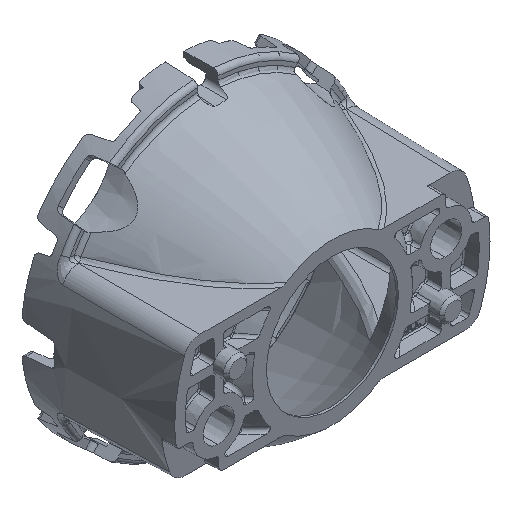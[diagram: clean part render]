
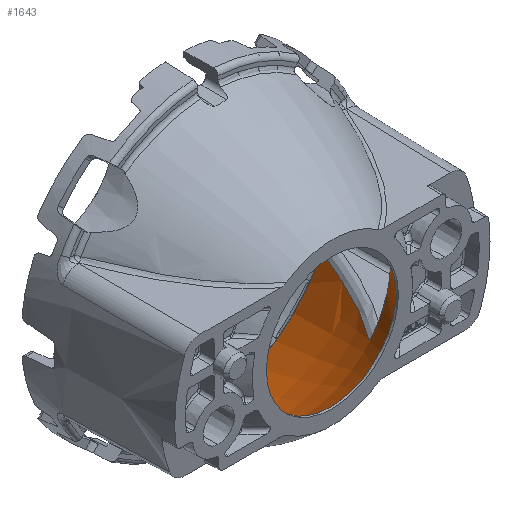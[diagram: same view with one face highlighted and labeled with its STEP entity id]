
A CAD part, isometric view. The second image highlights one B-rep face of the part: STEP entity #1643.
In plain terms, the highlighted face is a revolution surface.
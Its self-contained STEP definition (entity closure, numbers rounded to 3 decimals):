
#1643=ADVANCED_FACE('',(#3364),#3365,.T.);
#3364=FACE_OUTER_BOUND('',#9954,.T.);
#3365=SURFACE_OF_REVOLUTION('',#9955,#9956);
#9954=EDGE_LOOP('',(#15785,#15786,#15787,#15788,#15789,#15790,#15791,#15792,#15793,#15794));
#9955=B_SPLINE_CURVE_WITH_KNOTS('',3,(#15795,#15796,#15797,#15798,#15799,#15800,#15801,#15802,#15803,#15804,#15805),.UNSPECIFIED.,.F.,.F.,(4,1,1,1,1,1,1,1,4),(0.0,0.01,0.043,0.242,0.371,0.499,0.757,0.99,1.0),.UNSPECIFIED.);
#9956=AXIS1_PLACEMENT('',#15806,#15807);
#15785=ORIENTED_EDGE('',*,*,#17470,.T.);
#15786=ORIENTED_EDGE('',*,*,#17671,.T.);
#15787=ORIENTED_EDGE('',*,*,#17468,.T.);
#15788=ORIENTED_EDGE('',*,*,#18515,.F.);
#15789=ORIENTED_EDGE('',*,*,#18512,.T.);
#15790=ORIENTED_EDGE('',*,*,#18511,.T.);
#15791=ORIENTED_EDGE('',*,*,#18502,.T.);
#15792=ORIENTED_EDGE('',*,*,#18319,.T.);
#15793=ORIENTED_EDGE('',*,*,#18318,.T.);
#15794=ORIENTED_EDGE('',*,*,#18588,.F.);
#15795=CARTESIAN_POINT('',(6.983,-0.524,0.));
#15796=CARTESIAN_POINT('',(7.022,-0.485,0.));
#15797=CARTESIAN_POINT('',(7.195,-0.313,0.));
#15798=CARTESIAN_POINT('',(8.155,0.682,0.));
#15799=CARTESIAN_POINT('',(9.398,2.32,0.));
#15800=CARTESIAN_POINT('',(10.749,4.506,0.));
#15801=CARTESIAN_POINT('',(12.126,7.053,0.));
#15802=CARTESIAN_POINT('',(13.544,10.217,0.));
#15803=CARTESIAN_POINT('',(14.561,12.812,0.));
#15804=CARTESIAN_POINT('',(15.052,14.067,0.));
#15805=CARTESIAN_POINT('',(15.072,14.118,0.));
#15806=CARTESIAN_POINT('',(0.,4.876,0.));
#15807=DIRECTION('',(-0.0,-1.0,-0.0));
#17468=EDGE_CURVE('',#20331,#20329,#20332,.T.);
#17470=EDGE_CURVE('',#20335,#20333,#20336,.T.);
#17671=EDGE_CURVE('',#20333,#20331,#20642,.T.);
#18318=EDGE_CURVE('',#21488,#21486,#21489,.T.);
#18319=EDGE_CURVE('',#21480,#21488,#21490,.T.);
#18502=EDGE_CURVE('',#21712,#21480,#21713,.T.);
#18511=EDGE_CURVE('',#21723,#21712,#21724,.T.);
#18512=EDGE_CURVE('',#21725,#21723,#21726,.T.);
#18515=EDGE_CURVE('',#21725,#20329,#21729,.T.);
#18588=EDGE_CURVE('',#20335,#21486,#21804,.T.);
#20329=VERTEX_POINT('',#26835);
#20331=VERTEX_POINT('',#26837);
#20332=B_SPLINE_CURVE_WITH_KNOTS('',3,(#26838,#26839,#26840,#26841,#26842),.UNSPECIFIED.,.F.,.F.,(4,1,4),(0.0,0.142,1.0),.UNSPECIFIED.);
#20333=VERTEX_POINT('',#26843);
#20335=VERTEX_POINT('',#26845);
#20336=B_SPLINE_CURVE_WITH_KNOTS('',3,(#26846,#26847,#26848,#26849,#26850,#26851,#26852,#26853,#26854,#26855),.UNSPECIFIED.,.F.,.F.,(4,1,1,1,1,1,1,4),(0.0,0.128,0.26,0.398,0.541,0.689,0.842,1.0),.UNSPECIFIED.);
#20642=CIRCLE('',#27673,7.1);
#21480=VERTEX_POINT('',#29911);
#21486=VERTEX_POINT('',#29935);
#21488=VERTEX_POINT('',#29947);
#21489=B_SPLINE_CURVE_WITH_KNOTS('',3,(#29948,#29949,#29950,#29951),.UNSPECIFIED.,.F.,.F.,(4,4),(0.0,1.0),.UNSPECIFIED.);
#21490=B_SPLINE_CURVE_WITH_KNOTS('',3,(#29952,#29953,#29954,#29955,#29956,#29957,#29958,#29959,#29960,#29961,#29962,#29963,#29964,#29965),.UNSPECIFIED.,.F.,.F.,(4,1,1,1,1,1,1,1,1,1,1,4),(0.0,0.073,0.146,0.218,0.29,0.428,0.553,0.678,0.79,0.862,0.932,1.0),.UNSPECIFIED.);
#21712=VERTEX_POINT('',#30443);
#21713=CIRCLE('',#30444,15.012);
#21723=VERTEX_POINT('',#30479);
#21724=B_SPLINE_CURVE_WITH_KNOTS('',3,(#30480,#30481,#30482,#30483,#30484,#30485,#30486,#30487,#30488,#30489,#30490,#30491,#30492,#30493),.UNSPECIFIED.,.F.,.F.,(4,1,1,1,1,1,1,1,1,1,1,4),(0.0,0.04,0.081,0.123,0.166,0.209,0.322,0.446,0.57,0.709,0.853,1.0),.UNSPECIFIED.);
#21725=VERTEX_POINT('',#30494);
#21726=B_SPLINE_CURVE_WITH_KNOTS('',3,(#30495,#30496,#30497,#30498),.UNSPECIFIED.,.F.,.F.,(4,4),(0.0,1.0),.UNSPECIFIED.);
#21729=CIRCLE('',#30511,9.588);
#21804=CIRCLE('',#30689,9.588);
#26835=CARTESIAN_POINT('',(9.588,2.679,0.));
#26837=CARTESIAN_POINT('',(7.1,-0.407,0.));
#26838=CARTESIAN_POINT('',(7.1,-0.407,0.));
#26839=CARTESIAN_POINT('',(7.234,-0.274,0.));
#26840=CARTESIAN_POINT('',(8.158,0.684,0.));
#26841=CARTESIAN_POINT('',(8.959,1.742,0.));
#26842=CARTESIAN_POINT('',(9.588,2.679,0.));
#26843=CARTESIAN_POINT('',(-7.1,-0.407,0.));
#26845=CARTESIAN_POINT('',(-9.588,2.679,0.));
#26846=CARTESIAN_POINT('',(-9.588,2.679,0.));
#26847=CARTESIAN_POINT('',(-9.493,2.539,0.));
#26848=CARTESIAN_POINT('',(-9.3,2.254,0.001));
#26849=CARTESIAN_POINT('',(-8.993,1.825,0.002));
#26850=CARTESIAN_POINT('',(-8.666,1.387,0.003));
#26851=CARTESIAN_POINT('',(-8.315,0.942,0.003));
#26852=CARTESIAN_POINT('',(-7.938,0.491,0.002));
#26853=CARTESIAN_POINT('',(-7.535,0.037,0.001));
#26854=CARTESIAN_POINT('',(-7.246,-0.258,0.));
#26855=CARTESIAN_POINT('',(-7.1,-0.407,0.));
#27673=AXIS2_PLACEMENT_3D('',#31805,#31806,#31807);
#29911=CARTESIAN_POINT('',(-13.487,13.965,-6.593));
#29935=CARTESIAN_POINT('',(-7.281,2.679,-6.238));
#29947=CARTESIAN_POINT('',(-7.465,2.9,-6.248));
#29948=CARTESIAN_POINT('',(-7.465,2.9,-6.248));
#29949=CARTESIAN_POINT('',(-7.404,2.826,-6.246));
#29950=CARTESIAN_POINT('',(-7.342,2.752,-6.242));
#29951=CARTESIAN_POINT('',(-7.281,2.679,-6.238));
#29952=CARTESIAN_POINT('',(-13.487,13.965,-6.593));
#29953=CARTESIAN_POINT('',(-13.367,13.68,-6.584));
#29954=CARTESIAN_POINT('',(-13.128,13.114,-6.568));
#29955=CARTESIAN_POINT('',(-12.764,12.269,-6.548));
#29956=CARTESIAN_POINT('',(-12.396,11.434,-6.531));
#29957=CARTESIAN_POINT('',(-11.905,10.351,-6.511));
#29958=CARTESIAN_POINT('',(-11.299,9.076,-6.483));
#29959=CARTESIAN_POINT('',(-10.554,7.622,-6.441));
#29960=CARTESIAN_POINT('',(-9.808,6.292,-6.397));
#29961=CARTESIAN_POINT('',(-9.121,5.187,-6.358));
#29962=CARTESIAN_POINT('',(-8.52,4.301,-6.324));
#29963=CARTESIAN_POINT('',(-8.001,3.583,-6.292));
#29964=CARTESIAN_POINT('',(-7.642,3.126,-6.263));
#29965=CARTESIAN_POINT('',(-7.465,2.9,-6.248));
#30443=CARTESIAN_POINT('',(13.486,13.965,-6.593));
#30444=AXIS2_PLACEMENT_3D('',#32398,#32399,#32400);
#30479=CARTESIAN_POINT('',(7.489,2.9,-6.22));
#30480=CARTESIAN_POINT('',(7.489,2.9,-6.22));
#30481=CARTESIAN_POINT('',(7.593,3.032,-6.228));
#30482=CARTESIAN_POINT('',(7.805,3.299,-6.245));
#30483=CARTESIAN_POINT('',(8.115,3.713,-6.267));
#30484=CARTESIAN_POINT('',(8.425,4.141,-6.288));
#30485=CARTESIAN_POINT('',(8.732,4.584,-6.307));
#30486=CARTESIAN_POINT('',(9.196,5.281,-6.336));
#30487=CARTESIAN_POINT('',(9.817,6.285,-6.376));
#30488=CARTESIAN_POINT('',(10.558,7.61,-6.422));
#30489=CARTESIAN_POINT('',(11.3,9.063,-6.469));
#30490=CARTESIAN_POINT('',(12.033,10.614,-6.511));
#30491=CARTESIAN_POINT('',(12.768,12.269,-6.547));
#30492=CARTESIAN_POINT('',(13.245,13.395,-6.578));
#30493=CARTESIAN_POINT('',(13.486,13.965,-6.593));
#30494=CARTESIAN_POINT('',(7.304,2.679,-6.211));
#30495=CARTESIAN_POINT('',(7.304,2.679,-6.211));
#30496=CARTESIAN_POINT('',(7.366,2.752,-6.215));
#30497=CARTESIAN_POINT('',(7.427,2.826,-6.218));
#30498=CARTESIAN_POINT('',(7.489,2.9,-6.22));
#30511=AXIS2_PLACEMENT_3D('',#32404,#32405,#32406);
#30689=AXIS2_PLACEMENT_3D('',#32442,#32443,#32444);
#31805=CARTESIAN_POINT('',(0.,-0.407,0.));
#31806=DIRECTION('',(0.0,-1.0,0.0));
#31807=DIRECTION('',(-1.,0.0,0.));
#32398=CARTESIAN_POINT('',(0.,13.965,0.));
#32399=DIRECTION('',(0.0,1.0,0.0));
#32400=DIRECTION('',(0.898,0.0,-0.439));
#32404=CARTESIAN_POINT('',(0.,2.679,0.));
#32405=DIRECTION('',(0.0,-1.0,0.0));
#32406=DIRECTION('',(0.762,0.0,-0.648));
#32442=CARTESIAN_POINT('',(0.,2.679,0.));
#32443=DIRECTION('',(0.0,-1.0,-0.0));
#32444=DIRECTION('',(-1.,0.0,0.));
